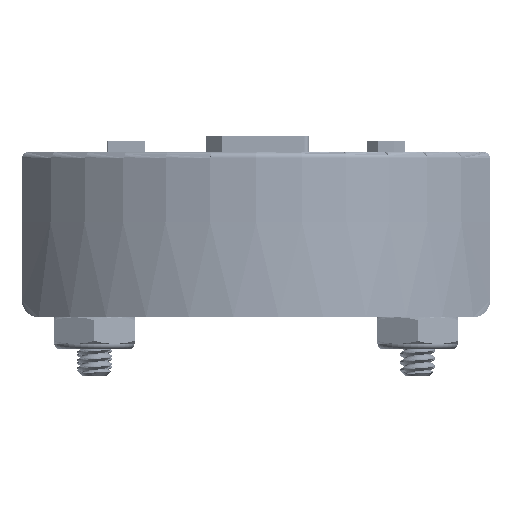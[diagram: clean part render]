
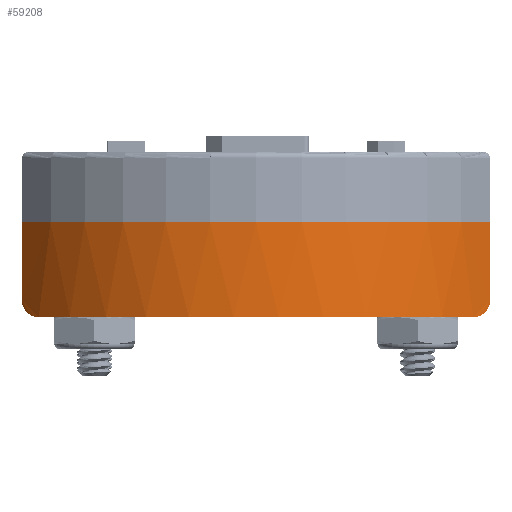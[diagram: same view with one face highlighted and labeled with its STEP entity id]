
A CAD part, left-side view. The second image highlights one B-rep face of the part: STEP entity #59208.
In plain terms, the highlighted cylindrical face has radius 27.75 mm (diameter 55.499 mm), a partial arc.
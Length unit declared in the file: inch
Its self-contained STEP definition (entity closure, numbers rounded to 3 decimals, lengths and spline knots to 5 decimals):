
#2386 = EDGE_CURVE ( 'NONE', #81266, #64677, #104363, .T. ) ;
#6234 = DIRECTION ( 'NONE',  ( 0., -1., 0. ) ) ;
#7333 = CARTESIAN_POINT ( 'NONE',  ( -1.43114, 0., -0.85484 ) ) ;
#8155 = B_SPLINE_CURVE_WITH_KNOTS ( 'NONE', 3,
 ( #114077, #30603, #21429, #86681, #34199, #98208, #70156, #70742, #78748, #89611, #61577, #43944 ),
 .UNSPECIFIED., .F., .F.,
 ( 4, 2, 2, 2, 2, 4 ),
 ( 0., 0.00087, 0.00175, 0.00262, 0.00306, 0.0035 ),
 .UNSPECIFIED. ) ;
#8322 = VERTEX_POINT ( 'NONE', #98845 ) ;
#9147 = CARTESIAN_POINT ( 'NONE',  ( -1.3515, 0.37, -0.9125 ) ) ;
#9290 = EDGE_CURVE ( 'NONE', #8322, #60479, #106802, .T. ) ;
#9616 = EDGE_LOOP ( 'NONE', ( #36201, #67800, #71919, #96254, #70860, #113185 ) ) ;
#12206 = EDGE_CURVE ( 'NONE', #120537, #8322, #77968, .T. ) ;
#13510 = CARTESIAN_POINT ( 'NONE',  ( -1.35996, 0.03816, -0.90689 ) ) ;
#15632 = CARTESIAN_POINT ( 'NONE',  ( -1.44017, 0., 0.8475 ) ) ;
#16218 = CARTESIAN_POINT ( 'NONE',  ( -1.3515, 0.125, -0.9125 ) ) ;
#18031 = VECTOR ( 'NONE', #6234, 39.37008 ) ;
#19422 = EDGE_CURVE ( 'NONE', #35459, #81266, #92691, .T. ) ;
#20543 = FACE_OUTER_BOUND ( 'NONE', #9616, .T. ) ;
#21429 = CARTESIAN_POINT ( 'NONE',  ( -1.42214, 0.00121, 0.86193 ) ) ;
#30603 = CARTESIAN_POINT ( 'NONE',  ( -1.43114, 0., 0.85485 ) ) ;
#34199 = CARTESIAN_POINT ( 'NONE',  ( -1.39525, 0.00949, 0.88221 ) ) ;
#35381 = CARTESIAN_POINT ( 'NONE',  ( -1.42213, 0.00121, -0.86194 ) ) ;
#35459 = VERTEX_POINT ( 'NONE', #68075 ) ;
#35911 = CARTESIAN_POINT ( 'NONE',  ( -0.75075, 0., 0. ) ) ;
#36201 = ORIENTED_EDGE ( 'NONE', *, *, #119088, .T. ) ;
#40550 = DIRECTION ( 'NONE',  ( 0., 0., 1. ) ) ;
#40965 = CARTESIAN_POINT ( 'NONE',  ( -1.3515, 0.05911, -0.9125 ) ) ;
#41300 = DIRECTION ( 'NONE',  ( 0., 0., -1. ) ) ;
#41698 = CARTESIAN_POINT ( 'NONE',  ( -1.3515, 0.125, 0.9125 ) ) ;
#43908 = CARTESIAN_POINT ( 'NONE',  ( -1.40415, 0.00596, -0.87565 ) ) ;
#43944 = CARTESIAN_POINT ( 'NONE',  ( -1.3515, 0.065, 0.9125 ) ) ;
#45031 = DIRECTION ( 'NONE',  ( 0., 1., 0. ) ) ;
#50980 = CYLINDRICAL_SURFACE ( 'NONE', #79501, 1.0925 ) ;
#56368 = DIRECTION ( 'NONE',  ( 0., 1., 0. ) ) ;
#57696 = CARTESIAN_POINT ( 'NONE',  ( -0.75075, 0.125, 0. ) ) ;
#59208 = ADVANCED_FACE ( 'NONE', ( #20543 ), #50980, .T. ) ;
#60479 = VERTEX_POINT ( 'NONE', #77339 ) ;
#61577 = CARTESIAN_POINT ( 'NONE',  ( -1.3515, 0.05911, 0.9125 ) ) ;
#63070 = DIRECTION ( 'NONE',  ( 0., -1., 0. ) ) ;
#64677 = VERTEX_POINT ( 'NONE', #15632 ) ;
#67431 = DIRECTION ( 'NONE',  ( 0., -1., 0. ) ) ;
#67800 = ORIENTED_EDGE ( 'NONE', *, *, #19422, .T. ) ;
#68075 = CARTESIAN_POINT ( 'NONE',  ( -1.3515, 0.065, -0.9125 ) ) ;
#68931 = CARTESIAN_POINT ( 'NONE',  ( -1.35276, 0.05335, -0.91168 ) ) ;
#70156 = CARTESIAN_POINT ( 'NONE',  ( -1.36997, 0.02566, 0.9001 ) ) ;
#70742 = CARTESIAN_POINT ( 'NONE',  ( -1.35995, 0.03817, 0.90689 ) ) ;
#70860 = ORIENTED_EDGE ( 'NONE', *, *, #9290, .F. ) ;
#71919 = ORIENTED_EDGE ( 'NONE', *, *, #2386, .T. ) ;
#73783 = CARTESIAN_POINT ( 'NONE',  ( -1.44017, 0., -0.8475 ) ) ;
#77183 = AXIS2_PLACEMENT_3D ( 'NONE', #35911, #45031, #91892 ) ;
#77339 = CARTESIAN_POINT ( 'NONE',  ( -1.3515, 0.065, 0.9125 ) ) ;
#77968 = CIRCLE ( 'NONE', #111069, 1.0925 ) ;
#78748 = CARTESIAN_POINT ( 'NONE',  ( -1.35699, 0.0429, 0.90887 ) ) ;
#79501 = AXIS2_PLACEMENT_3D ( 'NONE', #57696, #67431, #41300 ) ;
#81266 = VERTEX_POINT ( 'NONE', #73783 ) ;
#81719 = CARTESIAN_POINT ( 'NONE',  ( -1.36997, 0.02566, -0.9001 ) ) ;
#83945 = VECTOR ( 'NONE', #63070, 39.37008 ) ;
#86681 = CARTESIAN_POINT ( 'NONE',  ( -1.40426, 0.00593, 0.87557 ) ) ;
#87258 = CARTESIAN_POINT ( 'NONE',  ( -1.3515, 0.065, -0.9125 ) ) ;
#89611 = CARTESIAN_POINT ( 'NONE',  ( -1.35275, 0.05337, 0.91168 ) ) ;
#91892 = DIRECTION ( 'NONE',  ( 0., 0., 1. ) ) ;
#91991 = CARTESIAN_POINT ( 'NONE',  ( -1.44017, 0., -0.8475 ) ) ;
#92691 = B_SPLINE_CURVE_WITH_KNOTS ( 'NONE', 3,
 ( #87258, #40965, #68931, #96964, #13510, #81719, #109669, #100515, #43908, #35381, #7333, #91991 ),
 .UNSPECIFIED., .F., .F.,
 ( 4, 2, 2, 2, 2, 4 ),
 ( 0., 0.00044, 0.00088, 0.00177, 0.00265, 0.00354 ),
 .UNSPECIFIED. ) ;
#95966 = CARTESIAN_POINT ( 'NONE',  ( -0.75075, 0.37, 0. ) ) ;
#96254 = ORIENTED_EDGE ( 'NONE', *, *, #103160, .T. ) ;
#96964 = CARTESIAN_POINT ( 'NONE',  ( -1.35699, 0.0429, -0.90887 ) ) ;
#98208 = CARTESIAN_POINT ( 'NONE',  ( -1.37821, 0.01933, 0.89441 ) ) ;
#98845 = CARTESIAN_POINT ( 'NONE',  ( -1.3515, 0.37, 0.9125 ) ) ;
#100515 = CARTESIAN_POINT ( 'NONE',  ( -1.39517, 0.00953, -0.88226 ) ) ;
#103160 = EDGE_CURVE ( 'NONE', #64677, #60479, #8155, .T. ) ;
#104363 = CIRCLE ( 'NONE', #77183, 1.0925 ) ;
#106802 = LINE ( 'NONE', #41698, #18031 ) ;
#109669 = CARTESIAN_POINT ( 'NONE',  ( -1.37821, 0.01933, -0.8944 ) ) ;
#111069 = AXIS2_PLACEMENT_3D ( 'NONE', #95966, #56368, #40550 ) ;
#113185 = ORIENTED_EDGE ( 'NONE', *, *, #12206, .F. ) ;
#114077 = CARTESIAN_POINT ( 'NONE',  ( -1.44017, 0., 0.8475 ) ) ;
#118607 = LINE ( 'NONE', #16218, #83945 ) ;
#119088 = EDGE_CURVE ( 'NONE', #120537, #35459, #118607, .T. ) ;
#120537 = VERTEX_POINT ( 'NONE', #9147 ) ;
